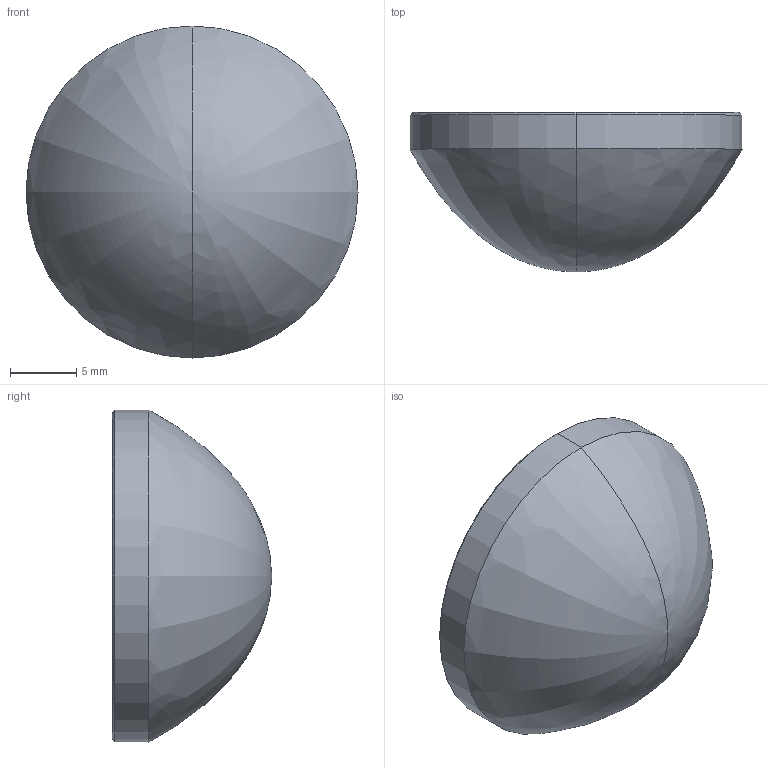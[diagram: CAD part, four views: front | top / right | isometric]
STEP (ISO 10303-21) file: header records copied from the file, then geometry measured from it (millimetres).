
FILE_DESCRIPTION (( 'STEP AP203' ), '1' );
FILE_NAME ('CTN002256-E0W.STEP', '2015-01-05T13:56:12', ( 'admin' ), ( '' ), 'SwSTEP 2.0', 'SolidWorks 2014', '' );
FILE_SCHEMA (( 'CONFIG_CONTROL_DESIGN' ));
Length unit declared in the file: millimetre
Products named in the file (1): CTN002256-E0W
Bounding box: 25 x 12 x 25 mm (x, y, z)
Volume: 3787.8 mm3; surface area: 1422 mm2
Topology: 1 solids, 1 shells, 7 faces, 14 edges, 7 vertices
Faces by surface type: bspline 2, cone 2, cylinder 2, plane 1
Entity records: 589 total; most frequent: CARTESIAN_POINT 383, DIRECTION 28, ORIENTED_EDGE 24, AXIS2_PLACEMENT_3D 12, EDGE_CURVE 12, PERSON_AND_ORGANIZATION 8, VERTEX_POINT 7, EDGE_LOOP 7
